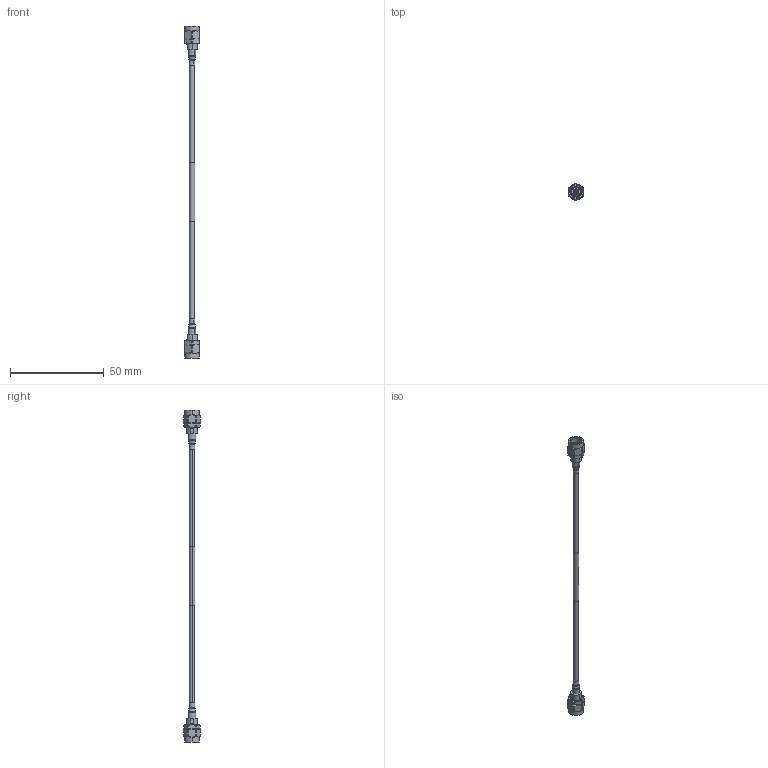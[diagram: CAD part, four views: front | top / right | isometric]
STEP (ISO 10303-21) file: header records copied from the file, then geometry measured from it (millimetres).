
FILE_DESCRIPTION (( 'STEP AP214' ), '1' );
FILE_NAME ('FMCA3255-0001_3D.step', '2023-05-10T07:54:08', ( '' ), ( '' ), 'SwSTEP 2.0', 'SolidWorks 2022', '' );
FILE_SCHEMA (( 'AUTOMOTIVE_DESIGN' ));
Length unit declared in the file: inch
Products named in the file (4): FM-F086HF; FMCN1430; Copy of HeatShrink_FMCN1430^FMCA3255-0001; FMCA3255-0001_3D
Assembly tree (5 placements, depth 2):
  FMCA3255-0001_3D
    FM-F086HF
    FMCN1430  x2
    Copy of HeatShrink_FMCN1430^FMCA3255-0001  x2
Bounding box: 7.92 x 8.89 x 176.88 mm (x, y, z)
Volume: 2015.4 mm3; surface area: 3037.4 mm2
Topology: 5 solids, 7 shells, 290 faces, 648 edges, 416 vertices
Faces by surface type: cylinder 152, plane 86, cone 44, torus 8
Entity records: 5143 total; most frequent: CARTESIAN_POINT 905, DIRECTION 797, ORIENTED_EDGE 666, AXIS2_PLACEMENT_3D 346, EDGE_CURVE 333, VERTEX_POINT 214, CIRCLE 188, EDGE_LOOP 185
